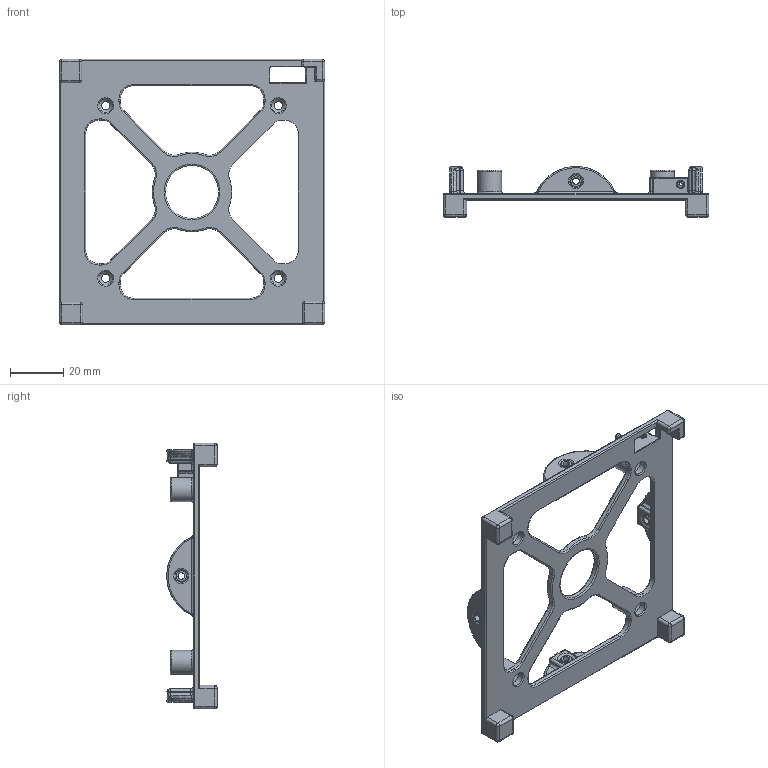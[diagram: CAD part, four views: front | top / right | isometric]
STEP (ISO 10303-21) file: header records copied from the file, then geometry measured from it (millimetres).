
FILE_DESCRIPTION(/* description */ (''),/* implementation_level */ '2;1');
FILE_NAME(/* name */ 'Bottom_Panel v3.step',/* time_stamp */ '2024-08-21T21:41:44+09:00',/* author */ (''),/* organization */ (''),/* preprocessor_version */ 'ST-DEVELOPER v20',/* originating_system */ 'Autodesk Translation Framework v13.14.0.145',/* authorisation */ '');
FILE_SCHEMA (('AUTOMOTIVE_DESIGN { 1 0 10303 214 3 1 1 }'));
Length unit declared in the file: millimetre
Products named in the file (3): Bottom_Panel; インサートナットM3×5mm; インサートナットM1.6×3mm
Assembly tree (5 placements, depth 2):
  Bottom_Panel
    インサートナットM3×5mm  x4
    インサートナットM1.6×3mm
Bounding box: 100 x 18.95 x 100 mm (x, y, z)
Volume: 19389.6 mm3; surface area: 18077.6 mm2
Topology: 6 solids, 6 shells, 562 faces, 1239 edges, 712 vertices
Faces by surface type: cylinder 248, torus 120, plane 112, sphere 38, bspline 36, cone 8
Full cylindrical faces by diameter (mm): 1.271 x1, 2.5 x3, 2.529 x4, 2.8 x3, 3.2 x4, 4 x12, 4.76 x12, 5.2 x4, 6.5 x4, 9 x4, 20 x1
Entity records: 15777 total; most frequent: CARTESIAN_POINT 3710, DIRECTION 2759, ORIENTED_EDGE 2354, EDGE_CURVE 1177, AXIS2_PLACEMENT_3D 1161, VERTEX_POINT 676, CIRCLE 658, EDGE_LOOP 579
